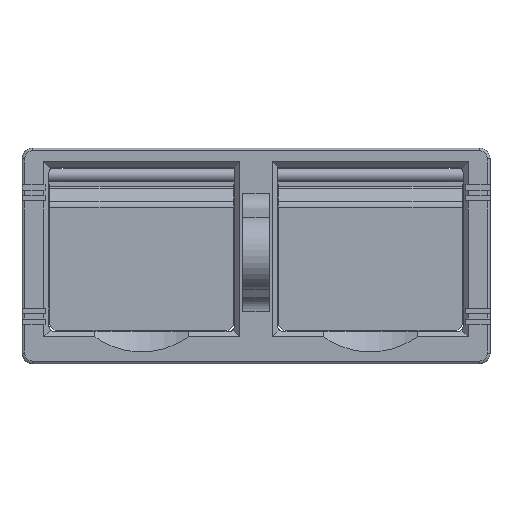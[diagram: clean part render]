
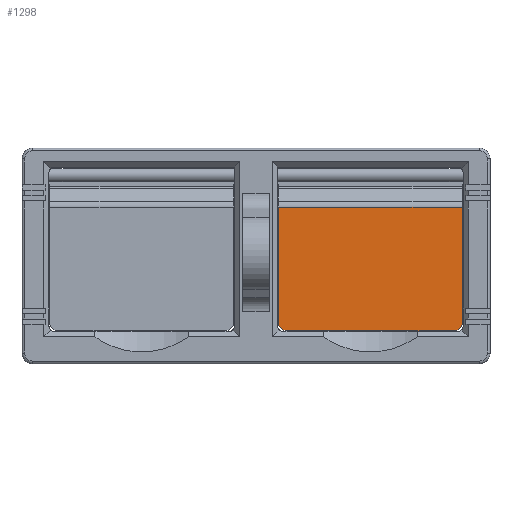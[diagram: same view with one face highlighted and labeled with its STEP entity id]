
A CAD part, top view. The second image highlights one B-rep face of the part: STEP entity #1298.
In plain terms, the highlighted planar face has unit normal (0, 0, 1).
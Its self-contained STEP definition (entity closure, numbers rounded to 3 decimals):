
#1145=PLANE('',#5606);
#1298=ADVANCED_FACE('',(#1586),#1145,.T.);
#1586=FACE_OUTER_BOUND('',#1800,.T.);
#1800=EDGE_LOOP('',(#3083,#3084,#3085,#3086,#3087,#3088));
#2063=LINE('',#7339,#2557);
#2067=LINE('',#7353,#2561);
#2068=LINE('',#7355,#2562);
#2069=LINE('',#7359,#2563);
#2557=VECTOR('',#6044,1.);
#2561=VECTOR('',#6056,1.);
#2562=VECTOR('',#6057,1.);
#2563=VECTOR('',#6060,1.);
#3083=ORIENTED_EDGE('',*,*,#4829,.T.);
#3084=ORIENTED_EDGE('',*,*,#4823,.T.);
#3085=ORIENTED_EDGE('',*,*,#4830,.T.);
#3086=ORIENTED_EDGE('',*,*,#4831,.F.);
#3087=ORIENTED_EDGE('',*,*,#4832,.T.);
#3088=ORIENTED_EDGE('',*,*,#4833,.T.);
#4385=VERTEX_POINT('',#7338);
#4386=VERTEX_POINT('',#7340);
#4391=VERTEX_POINT('',#7352);
#4392=VERTEX_POINT('',#7354);
#4393=VERTEX_POINT('',#7356);
#4394=VERTEX_POINT('',#7358);
#4823=EDGE_CURVE('',#4386,#4385,#2063,.T.);
#4829=EDGE_CURVE('',#4391,#4386,#5452,.T.);
#4830=EDGE_CURVE('',#4385,#4392,#2067,.T.);
#4831=EDGE_CURVE('',#4393,#4392,#2068,.T.);
#4832=EDGE_CURVE('',#4393,#4394,#5453,.T.);
#4833=EDGE_CURVE('',#4394,#4391,#2069,.T.);
#5452=CIRCLE('',#5604,1.5);
#5453=CIRCLE('',#5605,1.5);
#5604=AXIS2_PLACEMENT_3D('',#7351,#6054,#6055);
#5605=AXIS2_PLACEMENT_3D('',#7357,#6058,#6059);
#5606=AXIS2_PLACEMENT_3D('',#7360,#6061,#6062);
#6044=DIRECTION('',(0.,1.,0.));
#6054=DIRECTION('',(0.,0.,1.));
#6055=DIRECTION('',(0.,-1.,0.));
#6056=DIRECTION('',(-1.,0.,0.));
#6057=DIRECTION('',(0.,1.,0.));
#6058=DIRECTION('',(0.,0.,1.));
#6059=DIRECTION('',(0.,-1.,0.));
#6060=DIRECTION('',(1.,0.,0.));
#6061=DIRECTION('',(0.,0.,1.));
#6062=DIRECTION('',(0.,-1.,0.));
#7338=CARTESIAN_POINT('',(-63.159,-19.1,5.));
#7339=CARTESIAN_POINT('',(-63.159,-30.165,5.));
#7340=CARTESIAN_POINT('',(-63.159,-40.529,5.));
#7351=CARTESIAN_POINT('',(-64.659,-40.529,5.));
#7352=CARTESIAN_POINT('',(-64.659,-42.029,5.));
#7353=CARTESIAN_POINT('',(-35.384,-19.1,5.));
#7354=CARTESIAN_POINT('',(-97.259,-19.1,5.));
#7355=CARTESIAN_POINT('',(-97.259,-48.179,5.));
#7356=CARTESIAN_POINT('',(-97.259,-40.529,5.));
#7357=CARTESIAN_POINT('',(-95.759,-40.529,5.));
#7358=CARTESIAN_POINT('',(-95.759,-42.029,5.));
#7359=CARTESIAN_POINT('',(-62.009,-42.029,5.));
#7360=CARTESIAN_POINT('',(-35.384,-14.758,5.));
